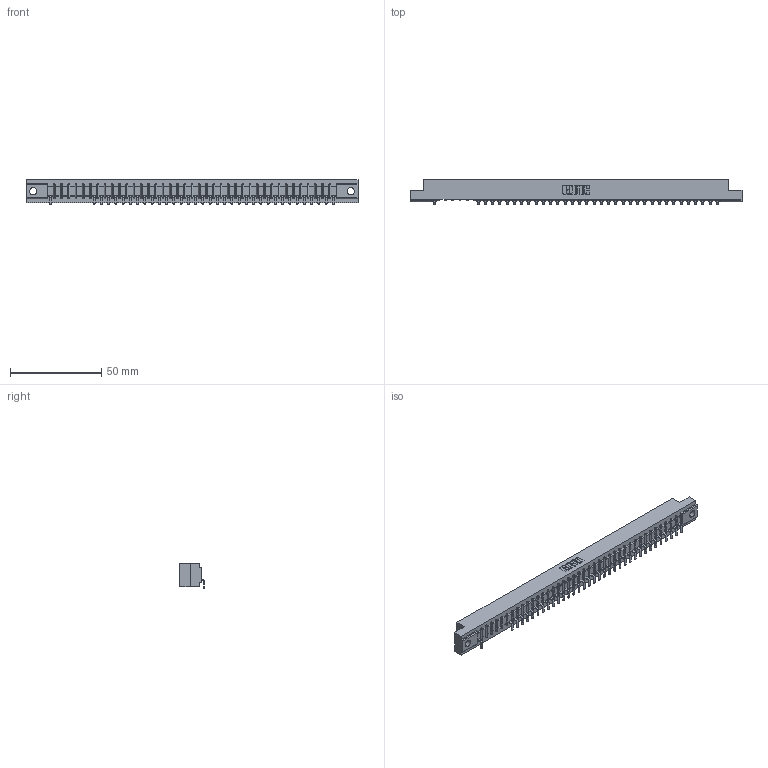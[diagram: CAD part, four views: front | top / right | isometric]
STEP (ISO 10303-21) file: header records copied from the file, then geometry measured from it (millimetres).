
FILE_DESCRIPTION (( 'STEP AP203' ), '1' );
FILE_NAME ('357-040-553-104.STEP', '2018-08-11T05:27:52', ( '' ), ( '' ), 'SwSTEP 2.0', 'SolidWorks 2016', '' );
FILE_SCHEMA (( 'CONFIG_CONTROL_DESIGN' ));
Length unit declared in the file: inch
Products named in the file (3): 307 Part_.156 Dia Mounting Holes; 307-290-002_553; 357-040-553-104
Assembly tree (36 placements, depth 2):
  357-040-553-104
    307 Part_.156 Dia Mounting Holes
    307-290-002_553  x35
Bounding box: 181.51 x 13.32 x 13.5 mm (x, y, z)
Volume: 19158 mm3; surface area: 22947.9 mm2
Topology: 36 solids, 36 shells, 3003 faces, 9219 edges, 6034 vertices
Faces by surface type: plane 1789, cylinder 1132, sphere 82
Entity records: 35650 total; most frequent: CARTESIAN_POINT 6041, ORIENTED_EDGE 6034, DIRECTION 5857, EDGE_CURVE 3017, LINE 2317, VECTOR 2317, VERTEX_POINT 1954, AXIS2_PLACEMENT_3D 1770
